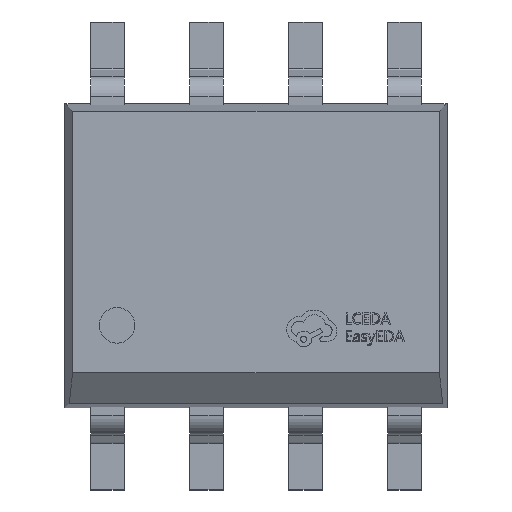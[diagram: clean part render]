
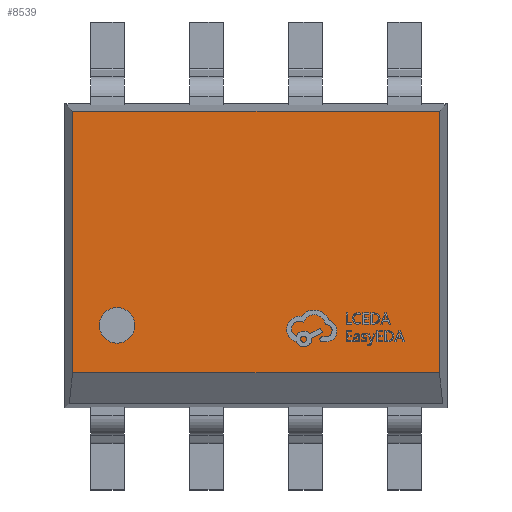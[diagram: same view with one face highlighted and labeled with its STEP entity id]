
A CAD part, top view. The second image highlights one B-rep face of the part: STEP entity #8539.
In plain terms, the highlighted planar face has unit normal (0, 0, 1).
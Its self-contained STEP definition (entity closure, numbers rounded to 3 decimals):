
#1132 = CARTESIAN_POINT ( 'NONE',  ( -2.45, 1.852, 0.7 ) ) ;
#1219 = CARTESIAN_POINT ( 'NONE',  ( -1.782, -0.892, 0.7 ) ) ;
#1829 = EDGE_CURVE ( 'NONE', #19522, #19473, #13911, .T. ) ;
#2937 = CARTESIAN_POINT ( 'NONE',  ( 2.352, 1.95, 0.7 ) ) ;
#3717 = CIRCLE ( 'NONE', #11686, 0.227 ) ;
#3798 = AXIS2_PLACEMENT_3D ( 'NONE', #20168, #5947, #18694 ) ;
#4128 = EDGE_CURVE ( 'NONE', #19473, #19914, #9269, .T. ) ;
#5370 = CARTESIAN_POINT ( 'NONE',  ( -2.009, -0.892, 0.7 ) ) ;
#5899 = VECTOR ( 'NONE', #17434, 1000. ) ;
#5947 = DIRECTION ( 'NONE',  ( 0., 0., 1. ) ) ;
#6440 = LINE ( 'NONE', #11299, #9457 ) ;
#6512 = CARTESIAN_POINT ( 'NONE',  ( 2.352, 1.852, 0.7 ) ) ;
#6654 = ORIENTED_EDGE ( 'NONE', *, *, #11022, .F. ) ;
#6697 = VECTOR ( 'NONE', #18656, 1000. ) ;
#6887 = DIRECTION ( 'NONE',  ( 1., 0., 0. ) ) ;
#7333 = ORIENTED_EDGE ( 'NONE', *, *, #14825, .F. ) ;
#7400 = ORIENTED_EDGE ( 'NONE', *, *, #4128, .T. ) ;
#7895 = DIRECTION ( 'NONE',  ( 0., -1., 0. ) ) ;
#8539 = ADVANCED_FACE ( 'NONE', ( #16927, #12172 ), #8839, .T. ) ;
#8581 = EDGE_CURVE ( 'NONE', #18696, #19522, #6440, .T. ) ;
#8839 = PLANE ( 'NONE',  #3798 ) ;
#8978 = CARTESIAN_POINT ( 'NONE',  ( 2.352, -1.499, 0.7 ) ) ;
#9269 = LINE ( 'NONE', #2937, #5899 ) ;
#9303 = ORIENTED_EDGE ( 'NONE', *, *, #8581, .T. ) ;
#9457 = VECTOR ( 'NONE', #7895, 1000. ) ;
#10101 = DIRECTION ( 'NONE',  ( 0., 0., 1. ) ) ;
#10338 = VERTEX_POINT ( 'NONE', #20439 ) ;
#10602 = EDGE_CURVE ( 'NONE', #19914, #18696, #16988, .T. ) ;
#10767 = DIRECTION ( 'NONE',  ( 1., 0., 0. ) ) ;
#10911 = ORIENTED_EDGE ( 'NONE', *, *, #1829, .T. ) ;
#10914 = CARTESIAN_POINT ( 'NONE',  ( -2.352, 1.852, 0.7 ) ) ;
#11022 = EDGE_CURVE ( 'NONE', #10338, #17333, #3717, .T. ) ;
#11299 = CARTESIAN_POINT ( 'NONE',  ( -2.352, 1.95, 0.7 ) ) ;
#11686 = AXIS2_PLACEMENT_3D ( 'NONE', #19636, #10101, #6887 ) ;
#11828 = AXIS2_PLACEMENT_3D ( 'NONE', #1219, #12336, #10767 ) ;
#12172 = FACE_OUTER_BOUND ( 'NONE', #16488, .T. ) ;
#12336 = DIRECTION ( 'NONE',  ( 0., 0., 1. ) ) ;
#13894 = ORIENTED_EDGE ( 'NONE', *, *, #10602, .T. ) ;
#13911 = LINE ( 'NONE', #18455, #19192 ) ;
#14139 = EDGE_LOOP ( 'NONE', ( #6654, #7333 ) ) ;
#14821 = CIRCLE ( 'NONE', #11828, 0.227 ) ;
#14825 = EDGE_CURVE ( 'NONE', #17333, #10338, #14821, .T. ) ;
#16488 = EDGE_LOOP ( 'NONE', ( #9303, #10911, #7400, #13894 ) ) ;
#16886 = DIRECTION ( 'NONE',  ( 1., 0., 0. ) ) ;
#16927 = FACE_BOUND ( 'NONE', #14139, .T. ) ;
#16988 = LINE ( 'NONE', #1132, #6697 ) ;
#17333 = VERTEX_POINT ( 'NONE', #5370 ) ;
#17434 = DIRECTION ( 'NONE',  ( 0., 1., 0. ) ) ;
#18455 = CARTESIAN_POINT ( 'NONE',  ( 2.352, -1.499, 0.7 ) ) ;
#18656 = DIRECTION ( 'NONE',  ( -1., 0., 0. ) ) ;
#18694 = DIRECTION ( 'NONE',  ( 1., 0., 0. ) ) ;
#18696 = VERTEX_POINT ( 'NONE', #10914 ) ;
#18721 = CARTESIAN_POINT ( 'NONE',  ( -2.352, -1.499, 0.7 ) ) ;
#19192 = VECTOR ( 'NONE', #16886, 1000. ) ;
#19473 = VERTEX_POINT ( 'NONE', #8978 ) ;
#19522 = VERTEX_POINT ( 'NONE', #18721 ) ;
#19636 = CARTESIAN_POINT ( 'NONE',  ( -1.782, -0.892, 0.7 ) ) ;
#19914 = VERTEX_POINT ( 'NONE', #6512 ) ;
#20168 = CARTESIAN_POINT ( 'NONE',  ( 0., 0., 0.7 ) ) ;
#20439 = CARTESIAN_POINT ( 'NONE',  ( -1.555, -0.892, 0.7 ) ) ;
